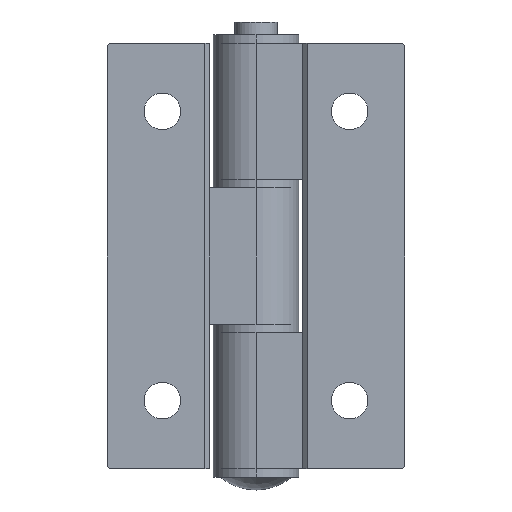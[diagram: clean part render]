
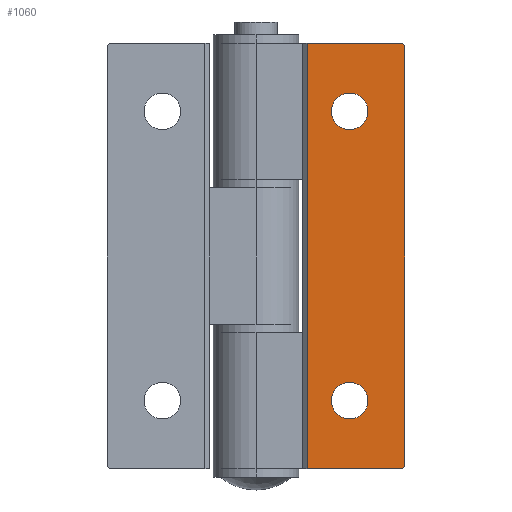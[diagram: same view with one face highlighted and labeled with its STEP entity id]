
A CAD part, front view. The second image highlights one B-rep face of the part: STEP entity #1060.
In plain terms, the highlighted planar face has unit normal (0, -1, 0).
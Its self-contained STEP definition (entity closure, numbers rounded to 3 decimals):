
#107 = LINE ( 'NONE', #108, #2774 ) ;
#108 = CARTESIAN_POINT ( 'NONE',  ( 6., -5.5, 25. ) ) ;
#109 = DIRECTION ( 'NONE',  ( 0., 0., -1. ) ) ;
#175 = PLANE ( 'NONE',  #2816 ) ;
#176 = CARTESIAN_POINT ( 'NONE',  ( 17.5, -5.5, 25. ) ) ;
#177 = DIRECTION ( 'NONE',  ( 0., 1., 0. ) ) ;
#178 = DIRECTION ( 'NONE',  ( 0., 0., 1. ) ) ;
#233 = CARTESIAN_POINT ( 'NONE',  ( 11., -5.5, -14.85 ) ) ;
#242 = CARTESIAN_POINT ( 'NONE',  ( 11., -5.5, -19.15 ) ) ;
#269 = CARTESIAN_POINT ( 'NONE',  ( 11., -5.5, 19.15 ) ) ;
#270 = CARTESIAN_POINT ( 'NONE',  ( 11., -5.5, 14.85 ) ) ;
#287 = CARTESIAN_POINT ( 'NONE',  ( 6., -5.5, 25. ) ) ;
#288 = CARTESIAN_POINT ( 'NONE',  ( 17., -5.5, 25. ) ) ;
#292 = CARTESIAN_POINT ( 'NONE',  ( 6., -5.5, -25. ) ) ;
#293 = CARTESIAN_POINT ( 'NONE',  ( 17., -5.5, -25. ) ) ;
#306 = CARTESIAN_POINT ( 'NONE',  ( 17.5, -5.5, -24.5 ) ) ;
#307 = CARTESIAN_POINT ( 'NONE',  ( 17.5, -5.5, 24.5 ) ) ;
#396 = CARTESIAN_POINT ( 'NONE',  ( 17., -5.5, 24.5 ) ) ;
#397 = DIRECTION ( 'NONE',  ( 0., -1., 0. ) ) ;
#398 = DIRECTION ( 'NONE',  ( 0., 0., 1. ) ) ;
#408 = CARTESIAN_POINT ( 'NONE',  ( 11., -5.5, -17. ) ) ;
#409 = DIRECTION ( 'NONE',  ( 0., 1., 0. ) ) ;
#410 = DIRECTION ( 'NONE',  ( 0., 0., 1. ) ) ;
#433 = CARTESIAN_POINT ( 'NONE',  ( 11., -5.5, -17. ) ) ;
#434 = DIRECTION ( 'NONE',  ( 0., 1., 0. ) ) ;
#435 = DIRECTION ( 'NONE',  ( 0., 0., 1. ) ) ;
#439 = CARTESIAN_POINT ( 'NONE',  ( 17., -5.5, -24.5 ) ) ;
#440 = DIRECTION ( 'NONE',  ( 0., -1., 0. ) ) ;
#441 = DIRECTION ( 'NONE',  ( 0., 0., 1. ) ) ;
#445 = LINE ( 'NONE', #446, #2886 ) ;
#446 = CARTESIAN_POINT ( 'NONE',  ( 17.5, -5.5, 25. ) ) ;
#447 = DIRECTION ( 'NONE',  ( 0., 0., -1. ) ) ;
#452 = CARTESIAN_POINT ( 'NONE',  ( 11., -5.5, 17. ) ) ;
#453 = DIRECTION ( 'NONE',  ( 0., 1., 0. ) ) ;
#454 = DIRECTION ( 'NONE',  ( 0., 0., 1. ) ) ;
#727 = CIRCLE ( 'NONE', #2871, 0.5 ) ;
#728 = CIRCLE ( 'NONE', #2879, 2.15 ) ;
#730 = CIRCLE ( 'NONE', #2863, 2.15 ) ;
#731 = CIRCLE ( 'NONE', #2856, 0.5 ) ;
#734 = CIRCLE ( 'NONE', #2875, 2.15 ) ;
#788 = CIRCLE ( 'NONE', #2336, 2.15 ) ;
#951 = EDGE_CURVE ( 'NONE', #1772, #1771, #788, .T. ) ;
#952 = EDGE_CURVE ( 'NONE', #1789, #1790, #1512, .T. ) ;
#983 = EDGE_CURVE ( 'NONE', #1794, #1795, #1611, .T. ) ;
#1038 = EDGE_CURVE ( 'NONE', #1789, #1794, #107, .T. ) ;
#1060 = ADVANCED_FACE ( 'NONE', ( #2799, #2812, #2814 ), #175, .F. ) ;
#1508 = CARTESIAN_POINT ( 'NONE',  ( 11., -5.5, 17. ) ) ;
#1509 = DIRECTION ( 'NONE',  ( 0., 1., 0. ) ) ;
#1510 = DIRECTION ( 'NONE',  ( 0., 0., 1. ) ) ;
#1512 = LINE ( 'NONE', #1513, #2338 ) ;
#1513 = CARTESIAN_POINT ( 'NONE',  ( 17.5, -5.5, 25. ) ) ;
#1514 = DIRECTION ( 'NONE',  ( 1., 0., 0. ) ) ;
#1611 = LINE ( 'NONE', #1612, #2388 ) ;
#1612 = CARTESIAN_POINT ( 'NONE',  ( 17.5, -5.5, -25. ) ) ;
#1613 = DIRECTION ( 'NONE',  ( 1., 0., 0. ) ) ;
#1735 = VERTEX_POINT ( 'NONE', #233 ) ;
#1744 = VERTEX_POINT ( 'NONE', #242 ) ;
#1771 = VERTEX_POINT ( 'NONE', #269 ) ;
#1772 = VERTEX_POINT ( 'NONE', #270 ) ;
#1789 = VERTEX_POINT ( 'NONE', #287 ) ;
#1790 = VERTEX_POINT ( 'NONE', #288 ) ;
#1794 = VERTEX_POINT ( 'NONE', #292 ) ;
#1795 = VERTEX_POINT ( 'NONE', #293 ) ;
#1808 = VERTEX_POINT ( 'NONE', #306 ) ;
#1809 = VERTEX_POINT ( 'NONE', #307 ) ;
#1839 = EDGE_LOOP ( 'NONE', ( #1920, #1924, #1922, #1925, #1926, #1928 ) ) ;
#1844 = EDGE_LOOP ( 'NONE', ( #1919, #1921 ) ) ;
#1904 = EDGE_LOOP ( 'NONE', ( #1917, #1923 ) ) ;
#1917 = ORIENTED_EDGE ( 'NONE', *, *, #3020, .T. ) ;
#1919 = ORIENTED_EDGE ( 'NONE', *, *, #3006, .T. ) ;
#1920 = ORIENTED_EDGE ( 'NONE', *, *, #983, .T. ) ;
#1921 = ORIENTED_EDGE ( 'NONE', *, *, #3014, .T. ) ;
#1922 = ORIENTED_EDGE ( 'NONE', *, *, #3018, .F. ) ;
#1923 = ORIENTED_EDGE ( 'NONE', *, *, #951, .T. ) ;
#1924 = ORIENTED_EDGE ( 'NONE', *, *, #3016, .T. ) ;
#1925 = ORIENTED_EDGE ( 'NONE', *, *, #3002, .T. ) ;
#1926 = ORIENTED_EDGE ( 'NONE', *, *, #952, .F. ) ;
#1928 = ORIENTED_EDGE ( 'NONE', *, *, #1038, .T. ) ;
#2336 = AXIS2_PLACEMENT_3D ( 'NONE', #1508, #1509, #1510 ) ;
#2338 = VECTOR ( 'NONE', #1514, 1000. ) ;
#2388 = VECTOR ( 'NONE', #1613, 1000. ) ;
#2774 = VECTOR ( 'NONE', #109, 1000. ) ;
#2799 = FACE_BOUND ( 'NONE', #1844, .T. ) ;
#2812 = FACE_BOUND ( 'NONE', #1904, .T. ) ;
#2814 = FACE_OUTER_BOUND ( 'NONE', #1839, .T. ) ;
#2816 = AXIS2_PLACEMENT_3D ( 'NONE', #176, #177, #178 ) ;
#2856 = AXIS2_PLACEMENT_3D ( 'NONE', #396, #397, #398 ) ;
#2863 = AXIS2_PLACEMENT_3D ( 'NONE', #408, #409, #410 ) ;
#2871 = AXIS2_PLACEMENT_3D ( 'NONE', #439, #440, #441 ) ;
#2875 = AXIS2_PLACEMENT_3D ( 'NONE', #433, #434, #435 ) ;
#2879 = AXIS2_PLACEMENT_3D ( 'NONE', #452, #453, #454 ) ;
#2886 = VECTOR ( 'NONE', #447, 1000. ) ;
#3002 = EDGE_CURVE ( 'NONE', #1809, #1790, #731, .T. ) ;
#3006 = EDGE_CURVE ( 'NONE', #1735, #1744, #730, .T. ) ;
#3014 = EDGE_CURVE ( 'NONE', #1744, #1735, #734, .T. ) ;
#3016 = EDGE_CURVE ( 'NONE', #1795, #1808, #727, .T. ) ;
#3018 = EDGE_CURVE ( 'NONE', #1809, #1808, #445, .T. ) ;
#3020 = EDGE_CURVE ( 'NONE', #1771, #1772, #728, .T. ) ;
